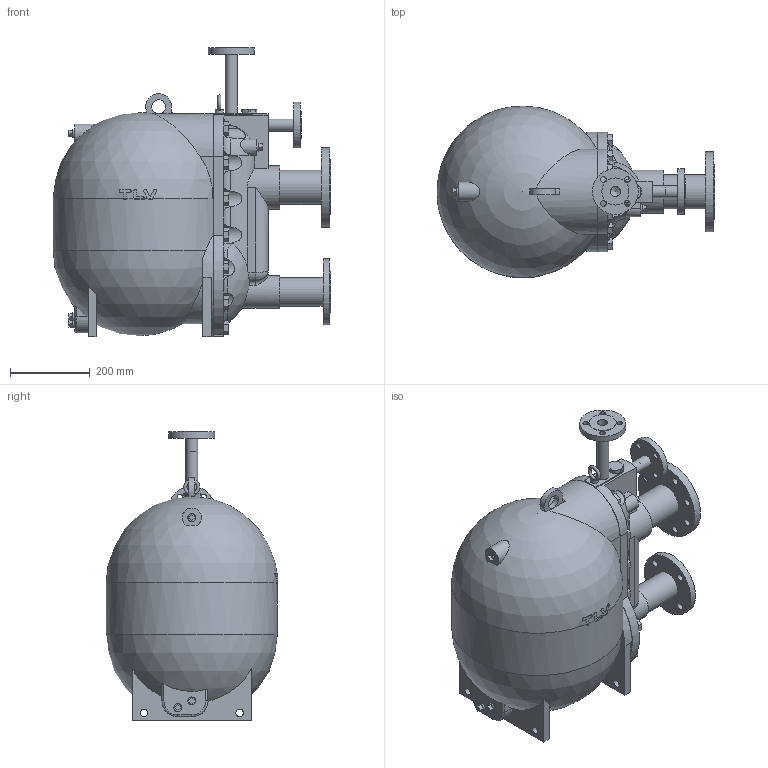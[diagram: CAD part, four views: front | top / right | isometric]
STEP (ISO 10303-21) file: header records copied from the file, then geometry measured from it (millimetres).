
FILE_DESCRIPTION((''),'2;1');
FILE_NAME('gt100-080-e0025-00.stp','2009-08-28T13:44:16',('nakaot'),(''),'Autodesk Inventor 2008','Autodesk Inventor 2008','');
FILE_SCHEMA(('AUTOMOTIVE_DESIGN { 1 0 10303 214 1 1 1 1 }'));
Length unit declared in the file: millimetre
Products named in the file (1): gt100-080-e0025-00
Bounding box: 697.5 x 431 x 727 mm (x, y, z)
Volume: 73863293 mm3; surface area: 1643293 mm2
Topology: 6 solids, 6 shells, 394 faces, 1038 edges, 689 vertices
Faces by surface type: plane 170, bspline 115, cylinder 96, torus 7, sphere 6
Full cylindrical faces by diameter (mm): 14 x8, 18 x12, 19 x2, 20 x5, 30.162 x1, 30.224 x1, 35 x1, 68 x2, 72.04 x1, 76 x1, 82 x1, 85.884 x1, 102 x1, 109 x1, 115 x2, 138 x1, 165 x1, 200 x1
Entity records: 15929 total; most frequent: CARTESIAN_POINT 6925, ORIENTED_EDGE 1876, DIRECTION 1627, EDGE_CURVE 938, VERTEX_POINT 659, AXIS2_PLACEMENT_3D 554, EDGE_LOOP 549, VECTOR 519
